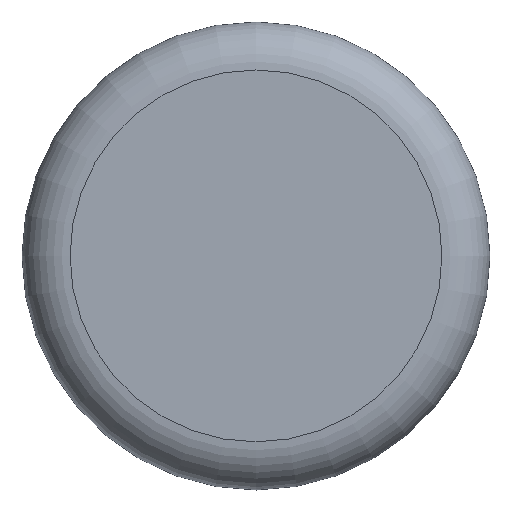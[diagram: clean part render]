
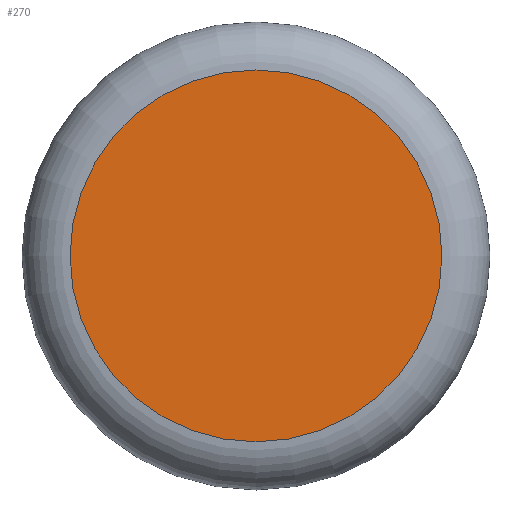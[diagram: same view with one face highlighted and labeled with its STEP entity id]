
A CAD part, top view. The second image highlights one B-rep face of the part: STEP entity #270.
In plain terms, the highlighted planar face has unit normal (0, 0, 1).
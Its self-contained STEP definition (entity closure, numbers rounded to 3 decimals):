
#24=PLANE('',#310);
#35=FACE_OUTER_BOUND('',#53,.T.);
#53=EDGE_LOOP('',(#209));
#70=CIRCLE('',#308,38.7);
#126=VERTEX_POINT('',#674);
#157=EDGE_CURVE('',#126,#126,#70,.T.);
#209=ORIENTED_EDGE('',*,*,#157,.F.);
#270=ADVANCED_FACE('',(#35),#24,.T.);
#308=AXIS2_PLACEMENT_3D('',#675,#349,#350);
#310=AXIS2_PLACEMENT_3D('',#677,#353,#354);
#349=DIRECTION('center_axis',(0.,0.,-1.));
#350=DIRECTION('ref_axis',(-1.,0.,0.));
#353=DIRECTION('center_axis',(0.,0.,1.));
#354=DIRECTION('ref_axis',(-1.,0.,0.));
#674=CARTESIAN_POINT('',(-168.7,0.,31.2));
#675=CARTESIAN_POINT('Origin',(-130.,0.,31.2));
#677=CARTESIAN_POINT('Origin',(-130.,0.,31.2));
